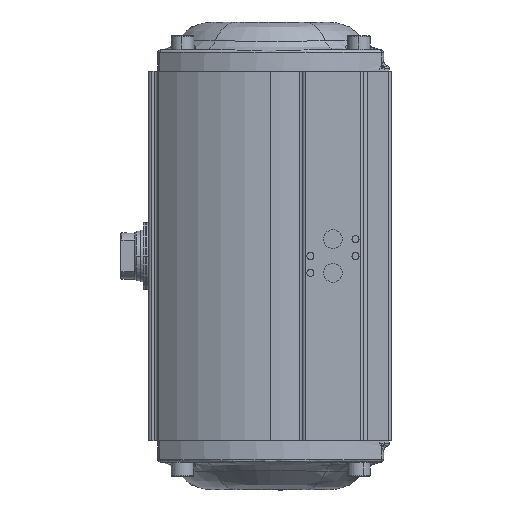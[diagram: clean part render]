
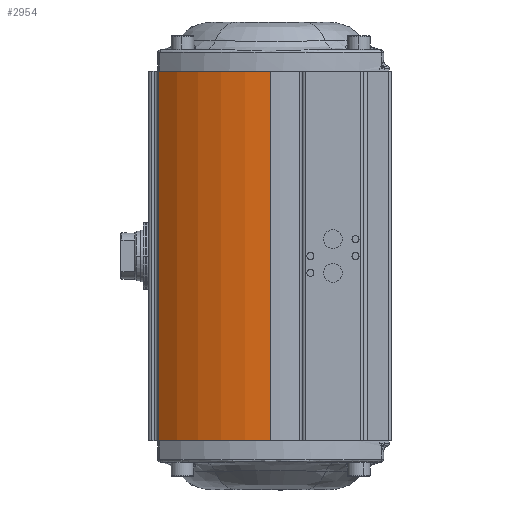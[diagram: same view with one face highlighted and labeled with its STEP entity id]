
A CAD part, left-side view. The second image highlights one B-rep face of the part: STEP entity #2954.
In plain terms, the highlighted cylindrical face has radius 112 mm (diameter 224 mm), a partial arc.
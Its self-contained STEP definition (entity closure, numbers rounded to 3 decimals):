
#944 = CIRCLE ( 'NONE', #6853, 112. ) ;
#1072 = EDGE_CURVE ( 'NONE', #22003, #20202, #7593, .T. ) ;
#1577 = EDGE_CURVE ( 'NONE', #22083, #20202, #944, .T. ) ;
#2027 = CIRCLE ( 'NONE', #14430, 112. ) ;
#2954 = ADVANCED_FACE ( 'NONE', ( #10020 ), #19664, .T. ) ;
#3301 = DIRECTION ( 'NONE',  ( 0., 0., -1. ) ) ;
#3609 = DIRECTION ( 'NONE',  ( 0., 0., -1. ) ) ;
#4188 = ORIENTED_EDGE ( 'NONE', *, *, #1072, .T. ) ;
#5115 = DIRECTION ( 'NONE',  ( 0., 0., -1. ) ) ;
#5529 = ORIENTED_EDGE ( 'NONE', *, *, #8890, .F. ) ;
#5867 = EDGE_CURVE ( 'NONE', #14208, #22083, #6588, .T. ) ;
#6588 = LINE ( 'NONE', #7014, #13203 ) ;
#6853 = AXIS2_PLACEMENT_3D ( 'NONE', #15547, #17164, #15404 ) ;
#7014 = CARTESIAN_POINT ( 'NONE',  ( 1799.445, 1196.572, 362. ) ) ;
#7593 = LINE ( 'NONE', #17634, #15612 ) ;
#8890 = EDGE_CURVE ( 'NONE', #22003, #14208, #2027, .T. ) ;
#8989 = EDGE_LOOP ( 'NONE', ( #15353, #5529, #4188, #19034 ) ) ;
#9018 = CARTESIAN_POINT ( 'NONE',  ( 1911.445, 1196.572, 362. ) ) ;
#10020 = FACE_OUTER_BOUND ( 'NONE', #8989, .T. ) ;
#10315 = CARTESIAN_POINT ( 'NONE',  ( 1799.445, 1196.572, 50. ) ) ;
#12651 = DIRECTION ( 'NONE',  ( -1., 0., 0. ) ) ;
#12699 = CARTESIAN_POINT ( 'NONE',  ( 1799.445, 1196.572, 312. ) ) ;
#13203 = VECTOR ( 'NONE', #3301, 1000. ) ;
#14147 = AXIS2_PLACEMENT_3D ( 'NONE', #9018, #3609, #12651 ) ;
#14208 = VERTEX_POINT ( 'NONE', #12699 ) ;
#14430 = AXIS2_PLACEMENT_3D ( 'NONE', #17281, #20810, #22734 ) ;
#15353 = ORIENTED_EDGE ( 'NONE', *, *, #5867, .F. ) ;
#15404 = DIRECTION ( 'NONE',  ( -1., 0., 0. ) ) ;
#15547 = CARTESIAN_POINT ( 'NONE',  ( 1911.445, 1196.572, 50. ) ) ;
#15612 = VECTOR ( 'NONE', #5115, 1000. ) ;
#17017 = CARTESIAN_POINT ( 'NONE',  ( 1832.172, 1275.691, 312. ) ) ;
#17164 = DIRECTION ( 'NONE',  ( 0., 0., -1. ) ) ;
#17281 = CARTESIAN_POINT ( 'NONE',  ( 1911.445, 1196.572, 312. ) ) ;
#17634 = CARTESIAN_POINT ( 'NONE',  ( 1832.172, 1275.691, 362. ) ) ;
#19034 = ORIENTED_EDGE ( 'NONE', *, *, #1577, .F. ) ;
#19664 = CYLINDRICAL_SURFACE ( 'NONE', #14147, 112. ) ;
#20202 = VERTEX_POINT ( 'NONE', #20661 ) ;
#20661 = CARTESIAN_POINT ( 'NONE',  ( 1832.172, 1275.691, 50. ) ) ;
#20810 = DIRECTION ( 'NONE',  ( 0., 0., 1. ) ) ;
#22003 = VERTEX_POINT ( 'NONE', #17017 ) ;
#22083 = VERTEX_POINT ( 'NONE', #10315 ) ;
#22734 = DIRECTION ( 'NONE',  ( 1., 0., 0. ) ) ;
